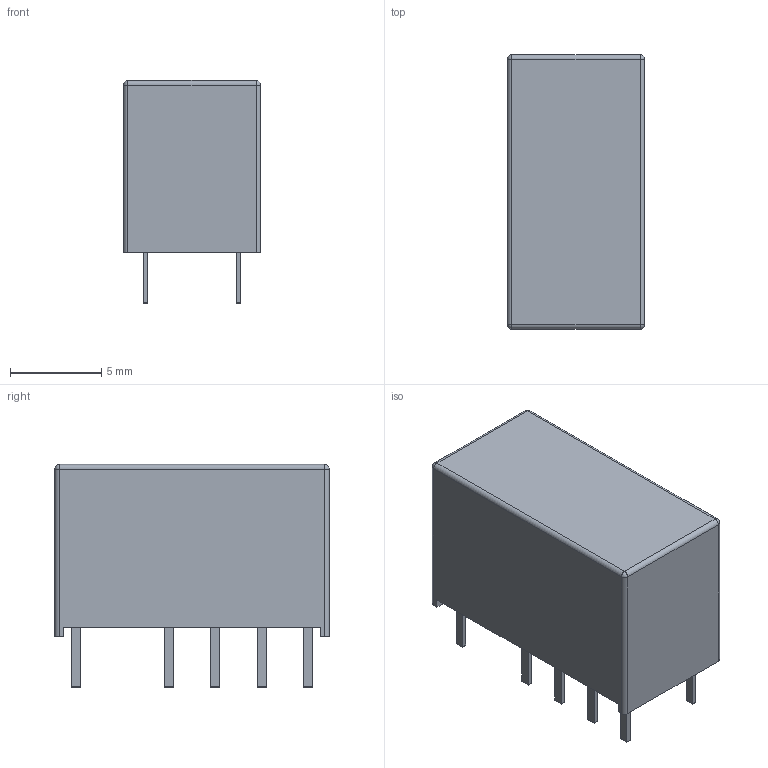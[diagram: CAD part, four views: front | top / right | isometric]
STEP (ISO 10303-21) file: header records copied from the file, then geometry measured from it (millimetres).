
FILE_DESCRIPTION(/* description */ ('model of Relay_DPDT_Kemet_EC2_NJ_DoubleCoil'),/* implementation_level */ '2;1');
FILE_NAME(/* name */ 'Relay_DPDT_Kemet_EC2_NJ_DoubleCoil.step',/* time_stamp */ '2024-10-16T00:43:05',/* author */ ('KiCAD','kicad'),/* organization */ ('OCCT'),/* preprocessor_version */ '',/* originating_system */ 'KiCAD',/* authorisation */ '');
FILE_SCHEMA(('AUTOMOTIVE_DESIGN { 1 0 10303 214 1 1 1 1 }'));
Length unit declared in the file: millimetre
Products named in the file (1): Relay_DPDT_Kemet_EC2_NJ_DoubleCoil
Bounding box: 7.5 x 15 x 12.2 mm (x, y, z)
Volume: 1008 mm3; surface area: 681.7 mm2
Topology: 1 solids, 1 shells, 112 faces, 252 edges, 148 vertices
Faces by surface type: plane 60, cylinder 48, sphere 4
Entity records: 4393 total; most frequent: DIRECTION 530, CARTESIAN_POINT 509, ORIENTED_EDGE 496, EDGE_CURVE 248, LINE 192, VECTOR 192, AXIS2_PLACEMENT_3D 169, PRESENTATION_STYLE_ASSIGNMENT 152
